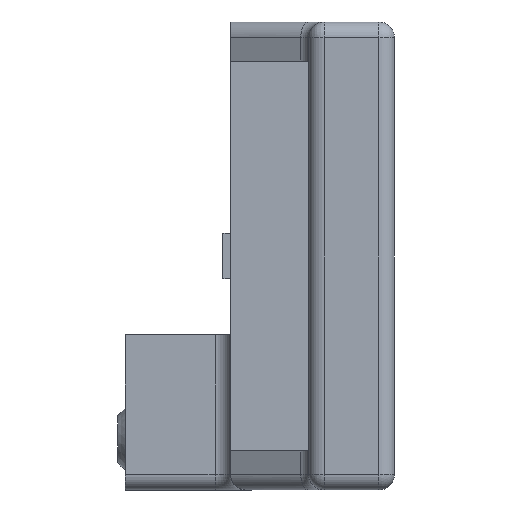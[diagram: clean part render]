
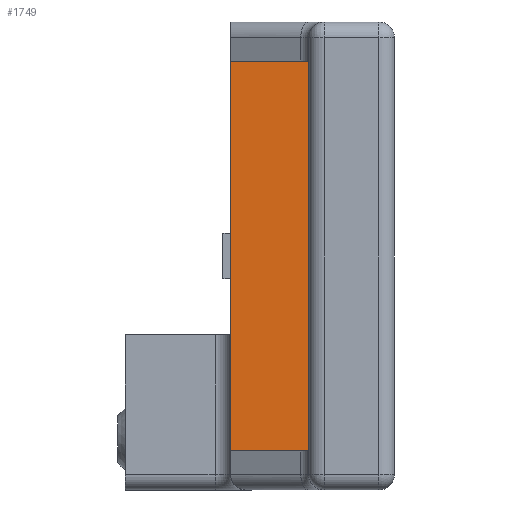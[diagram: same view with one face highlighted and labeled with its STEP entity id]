
A CAD part, left-side view. The second image highlights one B-rep face of the part: STEP entity #1749.
In plain terms, the highlighted planar face has unit normal (-1, 0, 0).
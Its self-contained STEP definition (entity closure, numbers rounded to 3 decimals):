
#309 = DIRECTION ( 'NONE',  ( 1., 0., 0. ) ) ;
#340 = CARTESIAN_POINT ( 'NONE',  ( 13.75, 13., -25. ) ) ;
#400 = DIRECTION ( 'NONE',  ( 0., 1., 0. ) ) ;
#402 = VECTOR ( 'NONE', #4202, 1000. ) ;
#487 = VERTEX_POINT ( 'NONE', #2977 ) ;
#529 = LINE ( 'NONE', #3348, #402 ) ;
#688 = CARTESIAN_POINT ( 'NONE',  ( 13.75, 0., -25. ) ) ;
#1569 = LINE ( 'NONE', #5230, #2278 ) ;
#1620 = VERTEX_POINT ( 'NONE', #688 ) ;
#1704 = FACE_OUTER_BOUND ( 'NONE', #3830, .T. ) ;
#1722 = LINE ( 'NONE', #340, #3949 ) ;
#1749 = ADVANCED_FACE ( 'NONE', ( #1704 ), #5163, .F. ) ;
#1779 = EDGE_CURVE ( 'NONE', #2175, #487, #3726, .T. ) ;
#1954 = CARTESIAN_POINT ( 'NONE',  ( 13.75, 13., -25. ) ) ;
#2097 = VECTOR ( 'NONE', #3970, 1000. ) ;
#2175 = VERTEX_POINT ( 'NONE', #4658 ) ;
#2278 = VECTOR ( 'NONE', #2777, 1000. ) ;
#2444 = EDGE_CURVE ( 'NONE', #487, #3541, #1569, .T. ) ;
#2666 = EDGE_CURVE ( 'NONE', #1620, #3541, #1722, .T. ) ;
#2762 = ORIENTED_EDGE ( 'NONE', *, *, #1779, .T. ) ;
#2777 = DIRECTION ( 'NONE',  ( 0., 0., -1. ) ) ;
#2977 = CARTESIAN_POINT ( 'NONE',  ( 13.75, 13., 25. ) ) ;
#3158 = CARTESIAN_POINT ( 'NONE',  ( 13.75, 13., 25. ) ) ;
#3342 = EDGE_CURVE ( 'NONE', #2175, #1620, #529, .T. ) ;
#3348 = CARTESIAN_POINT ( 'NONE',  ( 13.75, 0., 30. ) ) ;
#3541 = VERTEX_POINT ( 'NONE', #1954 ) ;
#3560 = CARTESIAN_POINT ( 'NONE',  ( 13.75, 0., 30. ) ) ;
#3726 = LINE ( 'NONE', #3158, #2097 ) ;
#3757 = ORIENTED_EDGE ( 'NONE', *, *, #2666, .F. ) ;
#3766 = AXIS2_PLACEMENT_3D ( 'NONE', #3560, #309, #5223 ) ;
#3830 = EDGE_LOOP ( 'NONE', ( #5126, #3757, #5062, #2762 ) ) ;
#3949 = VECTOR ( 'NONE', #400, 1000. ) ;
#3970 = DIRECTION ( 'NONE',  ( 0., 1., 0. ) ) ;
#4202 = DIRECTION ( 'NONE',  ( 0., 0., -1. ) ) ;
#4658 = CARTESIAN_POINT ( 'NONE',  ( 13.75, 0., 25. ) ) ;
#5062 = ORIENTED_EDGE ( 'NONE', *, *, #3342, .F. ) ;
#5126 = ORIENTED_EDGE ( 'NONE', *, *, #2444, .T. ) ;
#5163 = PLANE ( 'NONE',  #3766 ) ;
#5223 = DIRECTION ( 'NONE',  ( 0., 1., 0. ) ) ;
#5230 = CARTESIAN_POINT ( 'NONE',  ( 13.75, 13., 30. ) ) ;
